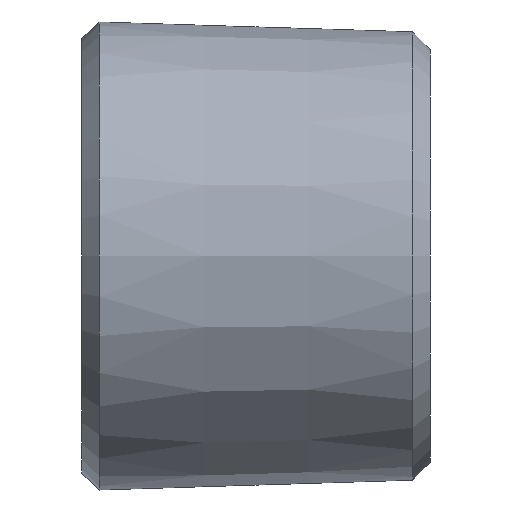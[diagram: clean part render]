
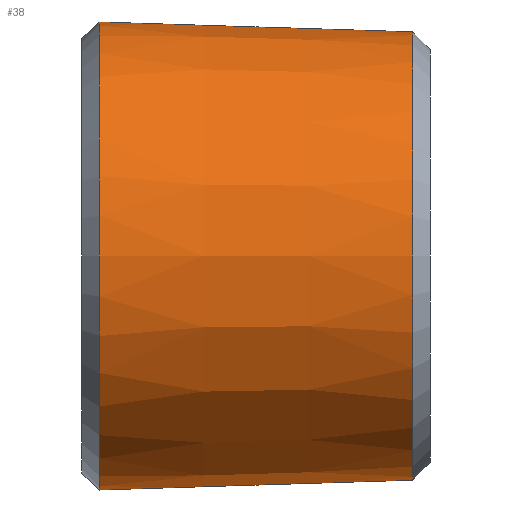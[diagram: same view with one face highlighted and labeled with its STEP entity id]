
A CAD part, front view. The second image highlights one B-rep face of the part: STEP entity #38.
In plain terms, the highlighted conical face has half-angle 1.8 degrees and reference radius 6.72 mm.
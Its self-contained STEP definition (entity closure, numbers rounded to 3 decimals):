
#38 = ADVANCED_FACE( '', ( #80, #81 ), #82, .T. );
#80 = FACE_BOUND( '', #127, .T. );
#81 = FACE_OUTER_BOUND( '', #128, .T. );
#82 = CONICAL_SURFACE( '', #129, 6.72, 0.031 );
#127 = EDGE_LOOP( '', ( #173 ) );
#128 = EDGE_LOOP( '', ( #174 ) );
#129 = AXIS2_PLACEMENT_3D( '', #175, #176, #177 );
#173 = ORIENTED_EDGE( '', *, *, #262, .F. );
#174 = ORIENTED_EDGE( '', *, *, #263, .T. );
#175 = CARTESIAN_POINT( '', ( 0.5, 0., 0. ) );
#176 = DIRECTION( '', ( -1., 0., 0. ) );
#177 = DIRECTION( '', ( 0., 0., 1. ) );
#262 = EDGE_CURVE( '', #300, #300, #301, .T. );
#263 = EDGE_CURVE( '', #302, #302, #303, .T. );
#300 = VERTEX_POINT( '', #354 );
#301 = CIRCLE( '', #355, 6.437 );
#302 = VERTEX_POINT( '', #356 );
#303 = CIRCLE( '', #357, 6.72 );
#354 = CARTESIAN_POINT( '', ( 9.5, 0., -6.437 ) );
#355 = AXIS2_PLACEMENT_3D( '', #412, #413, #414 );
#356 = CARTESIAN_POINT( '', ( 0.5, 0., -6.72 ) );
#357 = AXIS2_PLACEMENT_3D( '', #415, #416, #417 );
#412 = CARTESIAN_POINT( '', ( 9.5, 0., 0. ) );
#413 = DIRECTION( '', ( 1., 0., 0. ) );
#414 = DIRECTION( '', ( 0., 0., -1. ) );
#415 = CARTESIAN_POINT( '', ( 0.5, 0., 0. ) );
#416 = DIRECTION( '', ( 1., 0., 0. ) );
#417 = DIRECTION( '', ( 0., 0., -1. ) );
